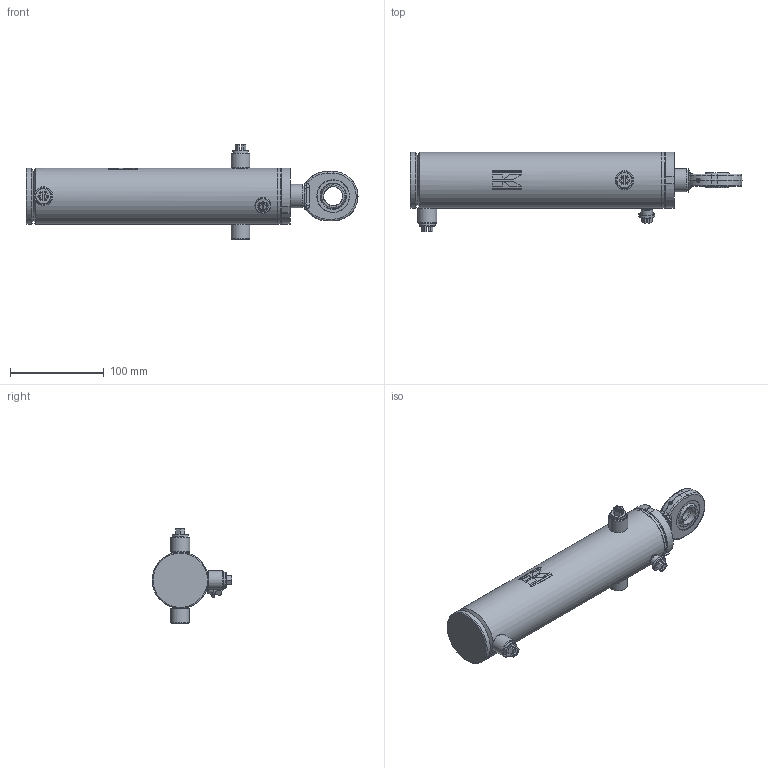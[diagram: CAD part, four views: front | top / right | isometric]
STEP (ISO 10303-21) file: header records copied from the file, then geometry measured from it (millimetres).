
FILE_DESCRIPTION (( 'STEP AP214' ), '1' );
FILE_NAME ('CFGCY0079644-Cylinder.step', '2026-03-09T15:36:57', ( 'Kramp IT' ), ( 'Kramp' ), 'SwSTEP 2.0', 'SolidWorks 2025', '' );
FILE_SCHEMA (( 'AUTOMOTIVE_DESIGN' ));
Length unit declared in the file: millimetre
Products named in the file (19): DC3905001; DS2905013025VM_Simplified; CFGCY0079644-Cylinder; Tube-MA_Simplified; Tube-WA_Simplified; ATT-NONE; 91655; DS2905013025_Simplified; Rod-WA_Simplified; DS2905004S_Simplified; SPM12M; Tube_Simplified; GK20DO; Rod_Simplified; DS2905004SVM_Simplified; MATE-AID; LSNM1215; GK20DO-RD
Assembly tree (20 placements, depth 4):
  CFGCY0079644-Cylinder
    Tube-WA_Simplified
      Tube-MA_Simplified
        Tube_Simplified
        LSNM1215  x2
      LSNM1215
      DC3905001
        DC3905001
    Rod-WA_Simplified
      Rod_Simplified
      GK20DO-RD
        GK20DO
    DS2905013025VM_Simplified
      DS2905013025_Simplified
    DS2905004SVM_Simplified
      DS2905004S_Simplified
    91655
    SPM12M  x3
  ATT-NONE
  MATE-AID
Bounding box: 354.49 x 85 x 101.08 mm (x, y, z)
Volume: 574707 mm3; surface area: 173459.7 mm2
Topology: 15 solids, 15 shells, 480 faces, 1084 edges, 656 vertices
Faces by surface type: plane 226, cylinder 86, bspline 82, cone 60, torus 26
Full cylindrical faces by diameter (mm): 2 x4, 2.5 x1, 4.134 x1, 4.5 x2, 5 x1, 8 x3, 10.16 x3, 10.376 x3, 12 x3, 17 x3, 19 x1, 20 x6, 21 x1, 25 x2, 34.51 x1, 35 x3, 39 x1, 45 x1, 48.6 x1, 49.6 x2, 50 x2, 54 x1, 59.5 x1, 60 x3
Entity records: 15257 total; most frequent: CARTESIAN_POINT 7356, DIRECTION 1186, ORIENTED_EDGE 1130, EDGE_CURVE 565, AXIS2_PLACEMENT_3D 478, EDGE_LOOP 442, VERTEX_POINT 389, FACE_OUTER_BOUND 366
